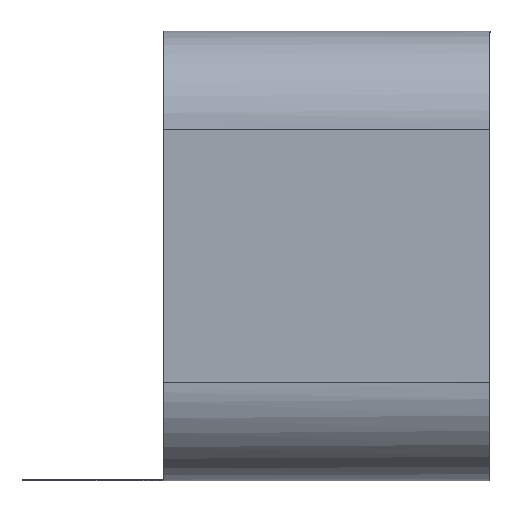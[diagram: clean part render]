
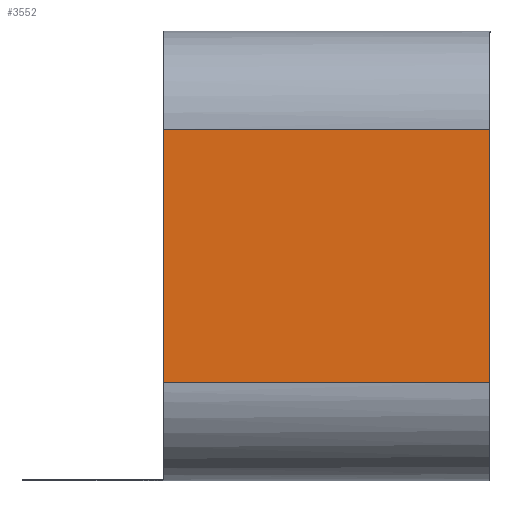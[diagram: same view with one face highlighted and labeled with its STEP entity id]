
A CAD part, front view. The second image highlights one B-rep face of the part: STEP entity #3552.
In plain terms, the highlighted planar face has unit normal (0, -1, 0).
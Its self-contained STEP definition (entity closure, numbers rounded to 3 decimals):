
#3552 = ADVANCED_FACE('',(#3553),#3567,.F.);
#3553 = FACE_BOUND('',#3554,.F.);
#3554 = EDGE_LOOP('',(#3555,#3590,#3618,#3646));
#3555 = ORIENTED_EDGE('',*,*,#3556,.T.);
#3556 = EDGE_CURVE('',#3557,#3559,#3561,.T.);
#3557 = VERTEX_POINT('',#3558);
#3558 = CARTESIAN_POINT('',(351.007,173.771,
    8.952));
#3559 = VERTEX_POINT('',#3560);
#3560 = CARTESIAN_POINT('',(320.993,173.771,
    8.952));
#3561 = SURFACE_CURVE('',#3562,(#3566,#3578),.PCURVE_S1.);
#3562 = LINE('',#3563,#3564);
#3563 = CARTESIAN_POINT('',(351.007,173.771,
    8.952));
#3564 = VECTOR('',#3565,1.);
#3565 = DIRECTION('',(-1.,0.,0.));
#3566 = PCURVE('',#3567,#3572);
#3567 = PLANE('',#3568);
#3568 = AXIS2_PLACEMENT_3D('',#3569,#3570,#3571);
#3569 = CARTESIAN_POINT('',(351.007,173.771,
    8.952));
#3570 = DIRECTION('',(0.,1.,0.));
#3571 = DIRECTION('',(1.,0.,0.));
#3572 = DEFINITIONAL_REPRESENTATION('',(#3573),#3577);
#3573 = LINE('',#3574,#3575);
#3574 = CARTESIAN_POINT('',(0.,0.));
#3575 = VECTOR('',#3576,1.);
#3576 = DIRECTION('',(-1.,0.));
#3577 = ( GEOMETRIC_REPRESENTATION_CONTEXT(2) 
PARAMETRIC_REPRESENTATION_CONTEXT() REPRESENTATION_CONTEXT('2D SPACE',''
  ) );
#3578 = PCURVE('',#3579,#3584);
#3579 = PLANE('',#3580);
#3580 = AXIS2_PLACEMENT_3D('',#3581,#3582,#3583);
#3581 = CARTESIAN_POINT('',(351.007,173.771,
    8.952));
#3582 = DIRECTION('',(0.,0.,1.));
#3583 = DIRECTION('',(0.,1.,0.));
#3584 = DEFINITIONAL_REPRESENTATION('',(#3585),#3589);
#3585 = LINE('',#3586,#3587);
#3586 = CARTESIAN_POINT('',(0.,0.));
#3587 = VECTOR('',#3588,1.);
#3588 = DIRECTION('',(0.,1.));
#3589 = ( GEOMETRIC_REPRESENTATION_CONTEXT(2) 
PARAMETRIC_REPRESENTATION_CONTEXT() REPRESENTATION_CONTEXT('2D SPACE',''
  ) );
#3590 = ORIENTED_EDGE('',*,*,#3591,.T.);
#3591 = EDGE_CURVE('',#3559,#3592,#3594,.T.);
#3592 = VERTEX_POINT('',#3593);
#3593 = CARTESIAN_POINT('',(320.993,173.771,
    32.216));
#3594 = SURFACE_CURVE('',#3595,(#3599,#3606),.PCURVE_S1.);
#3595 = LINE('',#3596,#3597);
#3596 = CARTESIAN_POINT('',(320.993,173.771,
    8.952));
#3597 = VECTOR('',#3598,1.);
#3598 = DIRECTION('',(0.,0.,1.));
#3599 = PCURVE('',#3567,#3600);
#3600 = DEFINITIONAL_REPRESENTATION('',(#3601),#3605);
#3601 = LINE('',#3602,#3603);
#3602 = CARTESIAN_POINT('',(-30.014,0.));
#3603 = VECTOR('',#3604,1.);
#3604 = DIRECTION('',(0.,-1.));
#3605 = ( GEOMETRIC_REPRESENTATION_CONTEXT(2) 
PARAMETRIC_REPRESENTATION_CONTEXT() REPRESENTATION_CONTEXT('2D SPACE',''
  ) );
#3606 = PCURVE('',#3607,#3612);
#3607 = PLANE('',#3608);
#3608 = AXIS2_PLACEMENT_3D('',#3609,#3610,#3611);
#3609 = CARTESIAN_POINT('',(320.993,173.771,
    8.952));
#3610 = DIRECTION('',(1.,0.,0.));
#3611 = DIRECTION('',(0.,0.,1.));
#3612 = DEFINITIONAL_REPRESENTATION('',(#3613),#3617);
#3613 = LINE('',#3614,#3615);
#3614 = CARTESIAN_POINT('',(0.,0.));
#3615 = VECTOR('',#3616,1.);
#3616 = DIRECTION('',(1.,0.));
#3617 = ( GEOMETRIC_REPRESENTATION_CONTEXT(2) 
PARAMETRIC_REPRESENTATION_CONTEXT() REPRESENTATION_CONTEXT('2D SPACE',''
  ) );
#3618 = ORIENTED_EDGE('',*,*,#3619,.T.);
#3619 = EDGE_CURVE('',#3592,#3620,#3622,.T.);
#3620 = VERTEX_POINT('',#3621);
#3621 = CARTESIAN_POINT('',(351.007,173.771,
    32.216));
#3622 = SURFACE_CURVE('',#3623,(#3627,#3634),.PCURVE_S1.);
#3623 = LINE('',#3624,#3625);
#3624 = CARTESIAN_POINT('',(320.993,173.771,
    32.216));
#3625 = VECTOR('',#3626,1.);
#3626 = DIRECTION('',(1.,0.,0.));
#3627 = PCURVE('',#3567,#3628);
#3628 = DEFINITIONAL_REPRESENTATION('',(#3629),#3633);
#3629 = LINE('',#3630,#3631);
#3630 = CARTESIAN_POINT('',(-30.014,-23.264));
#3631 = VECTOR('',#3632,1.);
#3632 = DIRECTION('',(1.,0.));
#3633 = ( GEOMETRIC_REPRESENTATION_CONTEXT(2) 
PARAMETRIC_REPRESENTATION_CONTEXT() REPRESENTATION_CONTEXT('2D SPACE',''
  ) );
#3634 = PCURVE('',#3635,#3640);
#3635 = PLANE('',#3636);
#3636 = AXIS2_PLACEMENT_3D('',#3637,#3638,#3639);
#3637 = CARTESIAN_POINT('',(320.993,173.771,
    32.216));
#3638 = DIRECTION('',(0.,0.,-1.));
#3639 = DIRECTION('',(0.,-1.,0.));
#3640 = DEFINITIONAL_REPRESENTATION('',(#3641),#3645);
#3641 = LINE('',#3642,#3643);
#3642 = CARTESIAN_POINT('',(0.,0.));
#3643 = VECTOR('',#3644,1.);
#3644 = DIRECTION('',(0.,-1.));
#3645 = ( GEOMETRIC_REPRESENTATION_CONTEXT(2) 
PARAMETRIC_REPRESENTATION_CONTEXT() REPRESENTATION_CONTEXT('2D SPACE',''
  ) );
#3646 = ORIENTED_EDGE('',*,*,#3647,.T.);
#3647 = EDGE_CURVE('',#3620,#3557,#3648,.T.);
#3648 = SURFACE_CURVE('',#3649,(#3653,#3660),.PCURVE_S1.);
#3649 = LINE('',#3650,#3651);
#3650 = CARTESIAN_POINT('',(351.007,173.771,
    32.216));
#3651 = VECTOR('',#3652,1.);
#3652 = DIRECTION('',(0.,0.,-1.));
#3653 = PCURVE('',#3567,#3654);
#3654 = DEFINITIONAL_REPRESENTATION('',(#3655),#3659);
#3655 = LINE('',#3656,#3657);
#3656 = CARTESIAN_POINT('',(0.,-23.264));
#3657 = VECTOR('',#3658,1.);
#3658 = DIRECTION('',(0.,1.));
#3659 = ( GEOMETRIC_REPRESENTATION_CONTEXT(2) 
PARAMETRIC_REPRESENTATION_CONTEXT() REPRESENTATION_CONTEXT('2D SPACE',''
  ) );
#3660 = PCURVE('',#3661,#3666);
#3661 = PLANE('',#3662);
#3662 = AXIS2_PLACEMENT_3D('',#3663,#3664,#3665);
#3663 = CARTESIAN_POINT('',(351.007,173.771,
    32.216));
#3664 = DIRECTION('',(-1.,0.,0.));
#3665 = DIRECTION('',(0.,0.,-1.));
#3666 = DEFINITIONAL_REPRESENTATION('',(#3667),#3671);
#3667 = LINE('',#3668,#3669);
#3668 = CARTESIAN_POINT('',(0.,0.));
#3669 = VECTOR('',#3670,1.);
#3670 = DIRECTION('',(1.,0.));
#3671 = ( GEOMETRIC_REPRESENTATION_CONTEXT(2) 
PARAMETRIC_REPRESENTATION_CONTEXT() REPRESENTATION_CONTEXT('2D SPACE',''
  ) );
